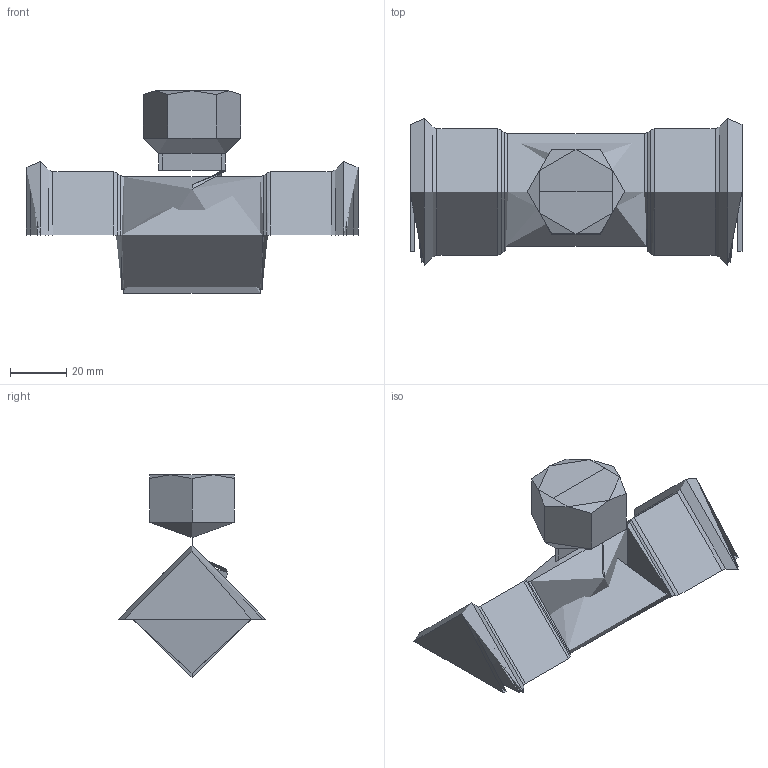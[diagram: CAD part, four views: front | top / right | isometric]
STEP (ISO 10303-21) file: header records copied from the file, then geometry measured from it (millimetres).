
FILE_DESCRIPTION(('FreeCAD Model'),'2;1');
FILE_NAME('Open CASCADE Shape Model','2025-10-20T15:00:40',('Author'),( ''),'Open CASCADE STEP processor 7.8','FreeCAD','Unknown');
FILE_SCHEMA(('AUTOMOTIVE_DESIGN { 1 0 10303 214 1 1 1 1 }'));
Length unit declared in the file: millimetre
Products named in the file (7): Unnamed109; COMPOUND; COMPOUND001; X-Achse; XY-Ebene; COMPOUND002; COMPOUND003
Assembly tree (18 placements, depth 3):
  Unnamed109
    COMPOUND
    COMPOUND001
      COMPOUND
    X-Achse  x6
    XY-Ebene  x6
    COMPOUND002
    COMPOUND003
      COMPOUND002
Bounding box: 118 x 52.24 x 72 mm (x, y, z)
Volume: 66361 mm3; surface area: 81354.1 mm2
Topology: 4 solids, 4 shells, 112 faces, 354 edges, 250 vertices
Faces by surface type: bspline 112
Entity records: 2967 total; most frequent: CARTESIAN_POINT 1854, ORIENTED_EDGE 348, EDGE_CURVE 174, VERTEX_POINT 125, FACE_BOUND 65, EDGE_LOOP 65, ADVANCED_FACE 56, DIRECTION 39
